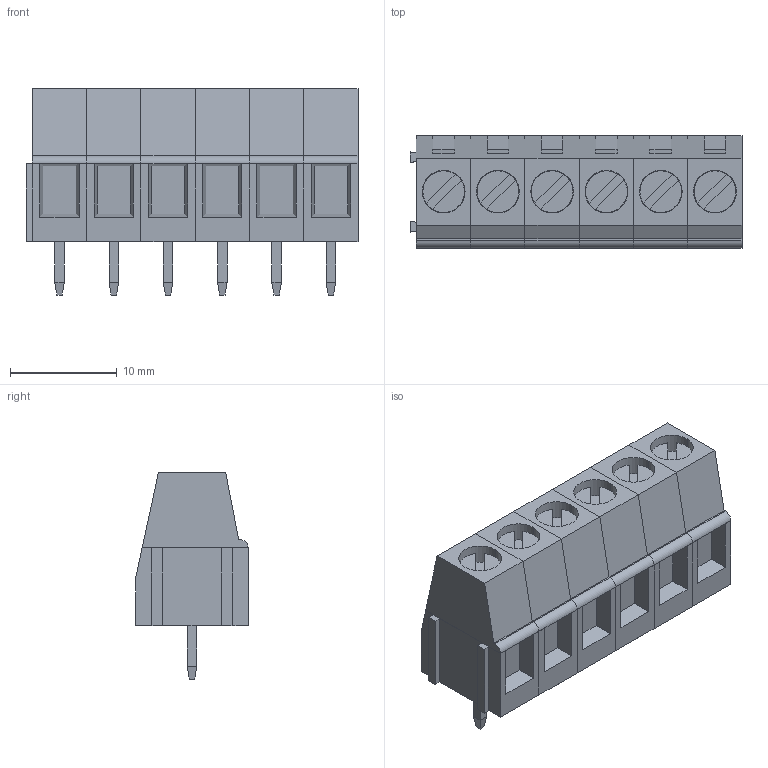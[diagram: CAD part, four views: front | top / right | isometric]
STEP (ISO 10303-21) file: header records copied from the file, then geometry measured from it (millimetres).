
FILE_DESCRIPTION (( 'STEP AP214' ), '1' );
FILE_NAME ('Terminal Block 6P 5.08mm pitch tall.STEP', '2019-02-22T13:57:46', ( '' ), ( '' ), 'SwSTEP 2.0', 'SolidWorks 2018', '' );
FILE_SCHEMA (( 'AUTOMOTIVE_DESIGN' ));
Length unit declared in the file: millimetre
Products named in the file (2): Terminal Block 6P 5.08mm pitch tall; User Library-TER-KF128-2P
Assembly tree (3 placements, depth 2):
  Terminal Block 6P 5.08mm pitch tall
    User Library-TER-KF128-2P  x3
Bounding box: 31.08 x 10.5 x 19.3 mm (x, y, z)
Volume: 3452.6 mm3; surface area: 5102.2 mm2
Topology: 36 solids, 36 shells, 444 faces, 1080 edges, 708 vertices
Faces by surface type: plane 396, cylinder 48
Entity records: 6087 total; most frequent: CARTESIAN_POINT 756, ORIENTED_EDGE 720, DIRECTION 706, EDGE_CURVE 360, VECTOR 318, LINE 318, VERTEX_POINT 236, AXIS2_PLACEMENT_3D 194
